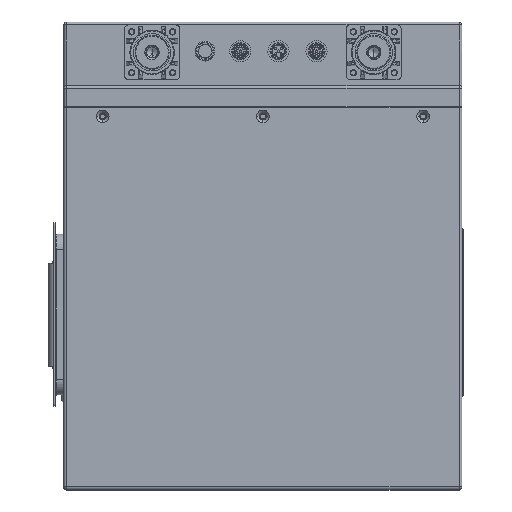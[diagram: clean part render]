
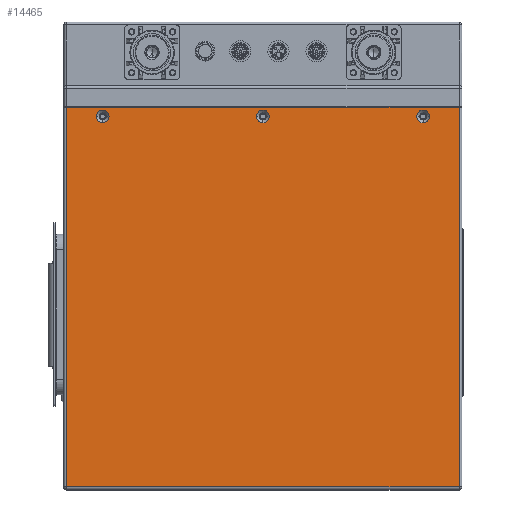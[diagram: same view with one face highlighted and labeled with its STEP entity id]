
A CAD part, top view. The second image highlights one B-rep face of the part: STEP entity #14465.
In plain terms, the highlighted planar face has unit normal (0, 0, 1).
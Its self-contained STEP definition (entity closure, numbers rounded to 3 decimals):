
#811 = EDGE_CURVE ( 'NONE', #43064, #37866, #48405, .T. ) ;
#826 = VECTOR ( 'NONE', #6684, 1000. ) ;
#1263 = CARTESIAN_POINT ( 'NONE',  ( 109., 263.5, 90.8 ) ) ;
#1319 = DIRECTION ( 'NONE',  ( 1., 0., 0. ) ) ;
#3085 = CIRCLE ( 'NONE', #10341, 4.5 ) ;
#3460 = VERTEX_POINT ( 'NONE', #43774 ) ;
#3545 = CARTESIAN_POINT ( 'NONE',  ( 139., 270., 90.8 ) ) ;
#4064 = DIRECTION ( 'NONE',  ( 0., 0., 1. ) ) ;
#4206 = VECTOR ( 'NONE', #40405, 1000. ) ;
#4651 = AXIS2_PLACEMENT_3D ( 'NONE', #33509, #11821, #46636 ) ;
#5580 = CARTESIAN_POINT ( 'NONE',  ( -139.18, 1.2, 90.8 ) ) ;
#5807 = AXIS2_PLACEMENT_3D ( 'NONE', #50681, #7321, #52895 ) ;
#6013 = EDGE_CURVE ( 'NONE', #46235, #3460, #10358, .T. ) ;
#6160 = ORIENTED_EDGE ( 'NONE', *, *, #46657, .F. ) ;
#6684 = DIRECTION ( 'NONE',  ( 0., -1., 0. ) ) ;
#7321 = DIRECTION ( 'NONE',  ( 0., 0., 1. ) ) ;
#7529 = CARTESIAN_POINT ( 'NONE',  ( -4.5, 263.5, 90.8 ) ) ;
#7699 = AXIS2_PLACEMENT_3D ( 'NONE', #31028, #26735, #19580 ) ;
#8113 = CARTESIAN_POINT ( 'NONE',  ( 139., 1.2, 90.8 ) ) ;
#9254 = ORIENTED_EDGE ( 'NONE', *, *, #26058, .F. ) ;
#9433 = CARTESIAN_POINT ( 'NONE',  ( 139., 1.2, 90.8 ) ) ;
#10273 = DIRECTION ( 'NONE',  ( 0., 1., 0. ) ) ;
#10341 = AXIS2_PLACEMENT_3D ( 'NONE', #44988, #27848, #40965 ) ;
#10358 = CIRCLE ( 'NONE', #5807, 4.5 ) ;
#10669 = CARTESIAN_POINT ( 'NONE',  ( 0., 259., 90.8 ) ) ;
#10718 = EDGE_CURVE ( 'NONE', #33619, #33714, #33208, .T. ) ;
#11821 = DIRECTION ( 'NONE',  ( 0., 0., 1. ) ) ;
#13220 = CARTESIAN_POINT ( 'NONE',  ( 118., 263.5, 90.8 ) ) ;
#13729 = ORIENTED_EDGE ( 'NONE', *, *, #40833, .F. ) ;
#14166 = LINE ( 'NONE', #52962, #4206 ) ;
#14265 = EDGE_CURVE ( 'NONE', #27918, #25165, #18670, .T. ) ;
#14465 = ADVANCED_FACE ( 'NONE', ( #24658, #42054, #20367, #37778 ), #55186, .T. ) ;
#16334 = CARTESIAN_POINT ( 'NONE',  ( 113.5, 263.5, 90.8 ) ) ;
#16617 = DIRECTION ( 'NONE',  ( 0., 0., 1. ) ) ;
#17052 = EDGE_LOOP ( 'NONE', ( #32084, #44961, #9254 ) ) ;
#18616 = VERTEX_POINT ( 'NONE', #55541 ) ;
#18670 = LINE ( 'NONE', #5580, #19163 ) ;
#19163 = VECTOR ( 'NONE', #1319, 1000. ) ;
#19349 = ORIENTED_EDGE ( 'NONE', *, *, #14265, .T. ) ;
#19478 = LINE ( 'NONE', #32333, #826 ) ;
#19580 = DIRECTION ( 'NONE',  ( 0., -1., 0. ) ) ;
#20104 = DIRECTION ( 'NONE',  ( 0., 0., 1. ) ) ;
#20367 = FACE_BOUND ( 'NONE', #53845, .T. ) ;
#20655 = AXIS2_PLACEMENT_3D ( 'NONE', #48239, #39104, #39937 ) ;
#21106 = VERTEX_POINT ( 'NONE', #3545 ) ;
#21323 = EDGE_CURVE ( 'NONE', #18616, #27918, #19478, .T. ) ;
#21928 = VERTEX_POINT ( 'NONE', #29544 ) ;
#22343 = DIRECTION ( 'NONE',  ( 0., 0., 1. ) ) ;
#24467 = ORIENTED_EDGE ( 'NONE', *, *, #41830, .F. ) ;
#24658 = FACE_BOUND ( 'NONE', #17052, .T. ) ;
#25165 = VERTEX_POINT ( 'NONE', #8113 ) ;
#25666 = ORIENTED_EDGE ( 'NONE', *, *, #21323, .T. ) ;
#25911 = AXIS2_PLACEMENT_3D ( 'NONE', #28387, #20104, #42360 ) ;
#26058 = EDGE_CURVE ( 'NONE', #3460, #21928, #33013, .T. ) ;
#26342 = CARTESIAN_POINT ( 'NONE',  ( -113.5, 263.5, 90.8 ) ) ;
#26735 = DIRECTION ( 'NONE',  ( 0., 0., 1. ) ) ;
#26746 = EDGE_LOOP ( 'NONE', ( #47931, #25666, #19349, #56381 ) ) ;
#26805 = DIRECTION ( 'NONE',  ( 0., 1., 0. ) ) ;
#27848 = DIRECTION ( 'NONE',  ( 0., 0., 1. ) ) ;
#27918 = VERTEX_POINT ( 'NONE', #28831 ) ;
#28387 = CARTESIAN_POINT ( 'NONE',  ( 0., 263.5, 90.8 ) ) ;
#28831 = CARTESIAN_POINT ( 'NONE',  ( -139.18, 1.2, 90.8 ) ) ;
#29449 = DIRECTION ( 'NONE',  ( 0., -1., 0. ) ) ;
#29544 = CARTESIAN_POINT ( 'NONE',  ( -113.5, 259., 90.8 ) ) ;
#29639 = AXIS2_PLACEMENT_3D ( 'NONE', #31664, #40220, #10273 ) ;
#29909 = ORIENTED_EDGE ( 'NONE', *, *, #811, .F. ) ;
#30571 = CIRCLE ( 'NONE', #29639, 4.5 ) ;
#31005 = EDGE_CURVE ( 'NONE', #21106, #18616, #14166, .T. ) ;
#31028 = CARTESIAN_POINT ( 'NONE',  ( 0., 263.5, 90.8 ) ) ;
#31420 = CIRCLE ( 'NONE', #38713, 4.5 ) ;
#31664 = CARTESIAN_POINT ( 'NONE',  ( 0., 263.5, 90.8 ) ) ;
#32084 = ORIENTED_EDGE ( 'NONE', *, *, #6013, .F. ) ;
#32333 = CARTESIAN_POINT ( 'NONE',  ( -139.18, 270., 90.8 ) ) ;
#32548 = VECTOR ( 'NONE', #26805, 1000. ) ;
#33013 = CIRCLE ( 'NONE', #44823, 4.5 ) ;
#33177 = EDGE_CURVE ( 'NONE', #25165, #21106, #44498, .T. ) ;
#33208 = CIRCLE ( 'NONE', #25911, 4.5 ) ;
#33509 = CARTESIAN_POINT ( 'NONE',  ( 0., 0., 90.8 ) ) ;
#33619 = VERTEX_POINT ( 'NONE', #7529 ) ;
#33714 = VERTEX_POINT ( 'NONE', #10669 ) ;
#36929 = ORIENTED_EDGE ( 'NONE', *, *, #55601, .F. ) ;
#37778 = FACE_OUTER_BOUND ( 'NONE', #26746, .T. ) ;
#37866 = VERTEX_POINT ( 'NONE', #13220 ) ;
#38713 = AXIS2_PLACEMENT_3D ( 'NONE', #47412, #4064, #43951 ) ;
#39104 = DIRECTION ( 'NONE',  ( 0., 0., 1. ) ) ;
#39937 = DIRECTION ( 'NONE',  ( 0., 1., 0. ) ) ;
#40220 = DIRECTION ( 'NONE',  ( 0., 0., 1. ) ) ;
#40405 = DIRECTION ( 'NONE',  ( -1., 0., 0. ) ) ;
#40833 = EDGE_CURVE ( 'NONE', #33714, #51753, #49582, .T. ) ;
#40965 = DIRECTION ( 'NONE',  ( 0., -1., 0. ) ) ;
#41622 = EDGE_CURVE ( 'NONE', #21928, #46235, #31420, .T. ) ;
#41830 = EDGE_CURVE ( 'NONE', #51753, #33619, #30571, .T. ) ;
#42054 = FACE_BOUND ( 'NONE', #53567, .T. ) ;
#42360 = DIRECTION ( 'NONE',  ( 0., -1., 0. ) ) ;
#43064 = VERTEX_POINT ( 'NONE', #44023 ) ;
#43227 = CARTESIAN_POINT ( 'NONE',  ( -109., 263.5, 90.8 ) ) ;
#43774 = CARTESIAN_POINT ( 'NONE',  ( -118., 263.5, 90.8 ) ) ;
#43951 = DIRECTION ( 'NONE',  ( 0., -1., 0. ) ) ;
#44023 = CARTESIAN_POINT ( 'NONE',  ( 113.5, 259., 90.8 ) ) ;
#44498 = LINE ( 'NONE', #9433, #32548 ) ;
#44823 = AXIS2_PLACEMENT_3D ( 'NONE', #26342, #22343, #48317 ) ;
#44961 = ORIENTED_EDGE ( 'NONE', *, *, #41622, .F. ) ;
#44988 = CARTESIAN_POINT ( 'NONE',  ( 113.5, 263.5, 90.8 ) ) ;
#45269 = CIRCLE ( 'NONE', #20655, 4.5 ) ;
#46235 = VERTEX_POINT ( 'NONE', #43227 ) ;
#46636 = DIRECTION ( 'NONE',  ( 1., 0., 0. ) ) ;
#46657 = EDGE_CURVE ( 'NONE', #51633, #43064, #3085, .T. ) ;
#47412 = CARTESIAN_POINT ( 'NONE',  ( -113.5, 263.5, 90.8 ) ) ;
#47931 = ORIENTED_EDGE ( 'NONE', *, *, #31005, .T. ) ;
#48239 = CARTESIAN_POINT ( 'NONE',  ( 113.5, 263.5, 90.8 ) ) ;
#48284 = AXIS2_PLACEMENT_3D ( 'NONE', #16334, #16617, #29449 ) ;
#48317 = DIRECTION ( 'NONE',  ( 0., -1., 0. ) ) ;
#48405 = CIRCLE ( 'NONE', #48284, 4.5 ) ;
#49582 = CIRCLE ( 'NONE', #7699, 4.5 ) ;
#50681 = CARTESIAN_POINT ( 'NONE',  ( -113.5, 263.5, 90.8 ) ) ;
#51633 = VERTEX_POINT ( 'NONE', #1263 ) ;
#51753 = VERTEX_POINT ( 'NONE', #55405 ) ;
#52895 = DIRECTION ( 'NONE',  ( 0., 1., 0. ) ) ;
#52962 = CARTESIAN_POINT ( 'NONE',  ( 139., 270., 90.8 ) ) ;
#53221 = ORIENTED_EDGE ( 'NONE', *, *, #10718, .F. ) ;
#53567 = EDGE_LOOP ( 'NONE', ( #6160, #36929, #29909 ) ) ;
#53845 = EDGE_LOOP ( 'NONE', ( #24467, #13729, #53221 ) ) ;
#55186 = PLANE ( 'NONE',  #4651 ) ;
#55405 = CARTESIAN_POINT ( 'NONE',  ( 4.5, 263.5, 90.8 ) ) ;
#55541 = CARTESIAN_POINT ( 'NONE',  ( -139.18, 270., 90.8 ) ) ;
#55601 = EDGE_CURVE ( 'NONE', #37866, #51633, #45269, .T. ) ;
#56381 = ORIENTED_EDGE ( 'NONE', *, *, #33177, .T. ) ;
